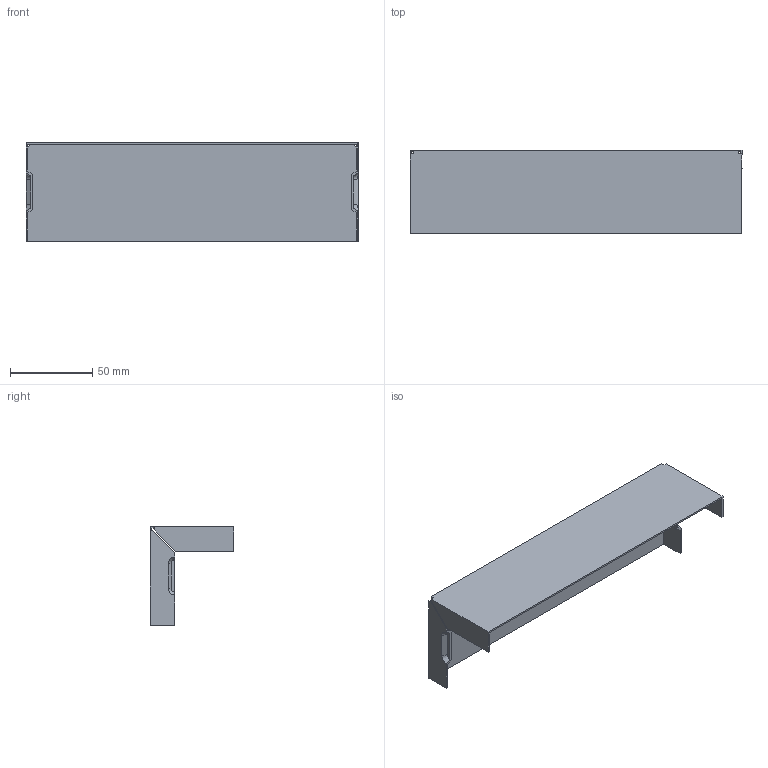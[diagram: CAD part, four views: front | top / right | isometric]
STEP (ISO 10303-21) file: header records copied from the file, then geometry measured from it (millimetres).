
FILE_DESCRIPTION(/* description */ (''),/* implementation_level */ '2;1');
FILE_NAME(/* name */ 'PDHplus50-100(_AS)200.ipt.stp',/* time_stamp */ '2023-05-23T18:26:49+03:00',/* author */ ('Ртищев А. О.'),/* organization */ (''),/* preprocessor_version */ 'ST-DEVELOPER v19.2',/* originating_system */ 'Autodesk Inventor 2023',/* authorisation */ '');
FILE_SCHEMA (('AUTOMOTIVE_DESIGN { 1 0 10303 214 3 1 1 }'));
Length unit declared in the file: millimetre
Products named in the file (1): PDHplus50-100*200
Bounding box: 202 x 51 x 60 mm (x, y, z)
Volume: 24983.3 mm3; surface area: 50556.1 mm2
Topology: 1 solids, 1 shells, 52 faces, 150 edges, 100 vertices
Faces by surface type: plane 40, cone 8, bspline 4
Entity records: 1925 total; most frequent: CARTESIAN_POINT 495, ORIENTED_EDGE 300, DIRECTION 244, EDGE_CURVE 150, LINE 114, VECTOR 114, VERTEX_POINT 100, AXIS2_PLACEMENT_3D 65
